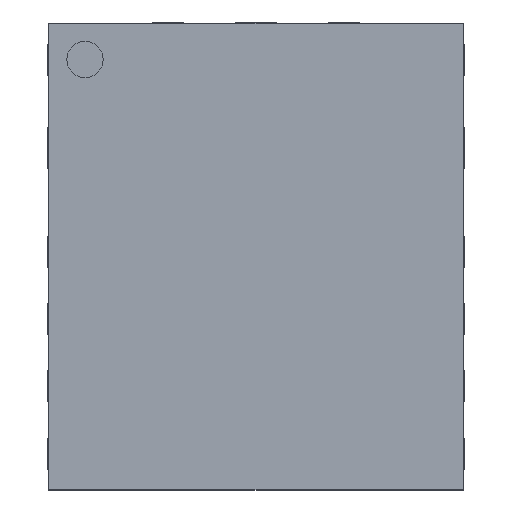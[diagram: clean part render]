
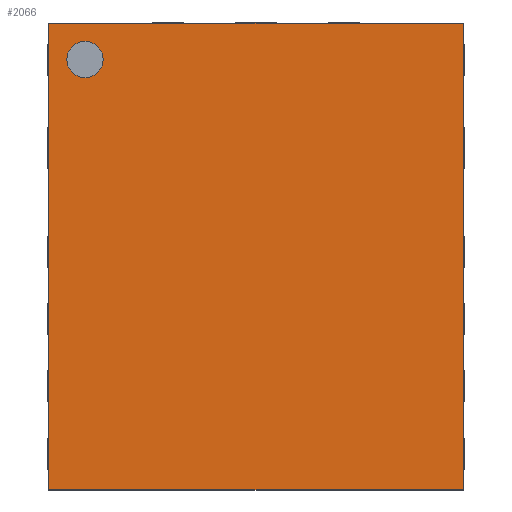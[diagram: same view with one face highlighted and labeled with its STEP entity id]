
A CAD part, top view. The second image highlights one B-rep face of the part: STEP entity #2066.
In plain terms, the highlighted planar face has unit normal (0, 0, 1).
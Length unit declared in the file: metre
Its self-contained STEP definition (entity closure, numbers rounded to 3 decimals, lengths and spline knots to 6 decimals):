
#115=CIRCLE('',#2726,0.000175);
#257=ORIENTED_EDGE('',*,*,#811,.F.);
#258=ORIENTED_EDGE('',*,*,#806,.F.);
#259=ORIENTED_EDGE('',*,*,#735,.T.);
#260=ORIENTED_EDGE('',*,*,#810,.T.);
#261=ORIENTED_EDGE('',*,*,#712,.F.);
#712=EDGE_CURVE('',#1000,#1001,#1194,.T.);
#735=EDGE_CURVE('',#1021,#1020,#1217,.T.);
#806=EDGE_CURVE('',#1021,#1000,#1286,.T.);
#810=EDGE_CURVE('',#1020,#1001,#1290,.T.);
#811=EDGE_CURVE('',#1081,#1081,#115,.T.);
#1000=VERTEX_POINT('',#3360);
#1001=VERTEX_POINT('',#3362);
#1020=VERTEX_POINT('',#3404);
#1021=VERTEX_POINT('',#3406);
#1081=VERTEX_POINT('',#3548);
#1194=LINE('',#3361,#1476);
#1217=LINE('',#3405,#1499);
#1286=LINE('',#3538,#1568);
#1290=LINE('',#3545,#1572);
#1476=VECTOR('',#2848,1.);
#1499=VECTOR('',#2873,1.);
#1568=VECTOR('',#2954,1.);
#1572=VECTOR('',#2960,1.);
#1753=EDGE_LOOP('',(#257));
#1754=EDGE_LOOP('',(#258,#259,#260,#261));
#1861=FACE_BOUND('',#1753,.T.);
#1862=FACE_BOUND('',#1754,.T.);
#1967=PLANE('',#2725);
#2066=ADVANCED_FACE('',(#1861,#1862),#1967,.T.);
#2725=AXIS2_PLACEMENT_3D('',#3546,#2961,#2962);
#2726=AXIS2_PLACEMENT_3D('',#3547,#2963,#2964);
#2848=DIRECTION('',(0.,-1.,0.));
#2873=DIRECTION('',(0.,-1.,0.));
#2954=DIRECTION('',(1.,0.,0.));
#2960=DIRECTION('',(1.,0.,0.));
#2961=DIRECTION('',(0.,0.,1.));
#2962=DIRECTION('',(1.,0.,0.));
#2963=DIRECTION('',(0.,0.,1.));
#2964=DIRECTION('',(1.,0.,0.));
#3360=CARTESIAN_POINT('',(0.002,0.00225,0.0021));
#3361=CARTESIAN_POINT('',(0.002,0.,0.0021));
#3362=CARTESIAN_POINT('',(0.002,-0.00225,0.0021));
#3404=CARTESIAN_POINT('',(-0.002,-0.00225,0.0021));
#3405=CARTESIAN_POINT('',(-0.002,0.,0.0021));
#3406=CARTESIAN_POINT('',(-0.002,0.00225,0.0021));
#3538=CARTESIAN_POINT('',(0.,0.00225,0.0021));
#3545=CARTESIAN_POINT('',(0.,-0.00225,0.0021));
#3546=CARTESIAN_POINT('',(0.,0.,0.0021));
#3547=CARTESIAN_POINT('',(-0.00165,0.0019,0.0021));
#3548=CARTESIAN_POINT('',(-0.001475,0.0019,0.0021));
